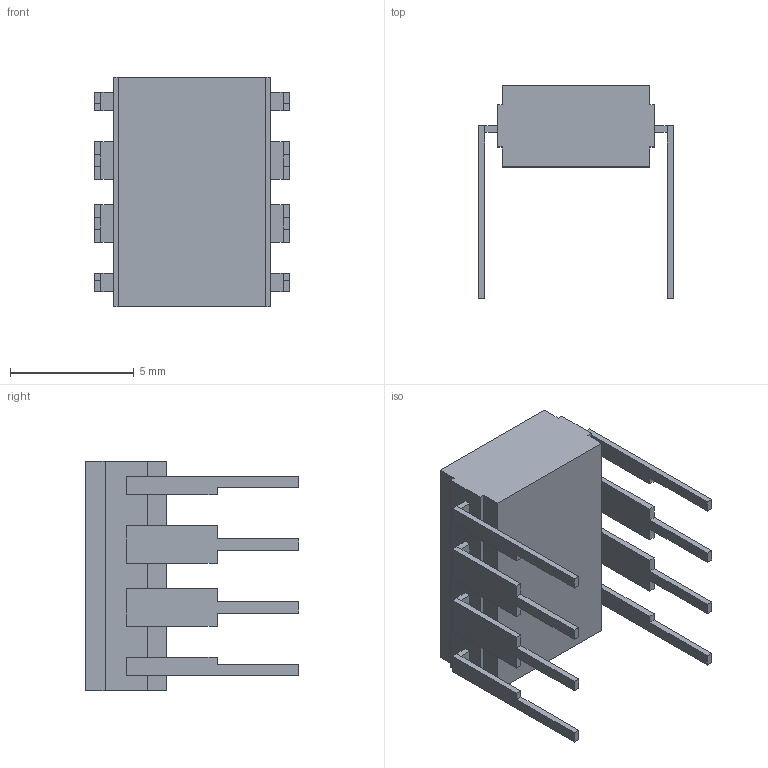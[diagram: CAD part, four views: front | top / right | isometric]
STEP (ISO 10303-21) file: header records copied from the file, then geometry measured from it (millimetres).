
FILE_DESCRIPTION (( 'STEP AP214' ), '1' );
FILE_NAME ('User Library-IC555(NE555N).STEP', '2020-06-01T16:53:58', ( '' ), ( '' ), 'SwSTEP 2.0', 'SolidWorks 2019', '' );
FILE_SCHEMA (( 'AUTOMOTIVE_DESIGN' ));
Length unit declared in the file: millimetre
Products named in the file (1): User Library-IC555(NE555N)
Bounding box: 7.87 x 8.63 x 9.27 mm (x, y, z)
Volume: 200.9 mm3; surface area: 350.3 mm2
Topology: 1 solids, 1 shells, 119 faces, 321 edges, 212 vertices
Faces by surface type: plane 117, cylinder 2
Entity records: 3905 total; most frequent: CARTESIAN_POINT 653, ORIENTED_EDGE 642, DIRECTION 565, EDGE_CURVE 321, VECTOR 317, LINE 317, VERTEX_POINT 212, EDGE_LOOP 127
